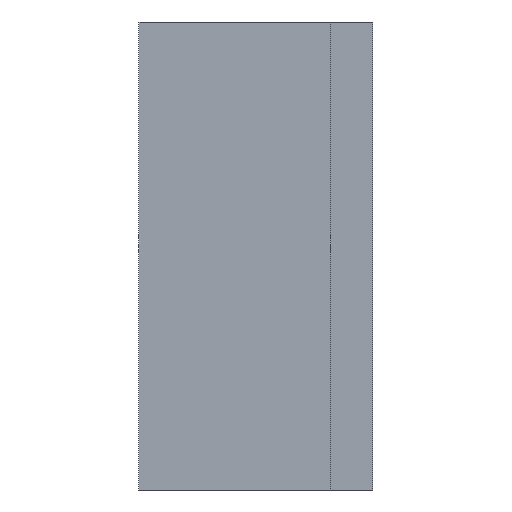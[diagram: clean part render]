
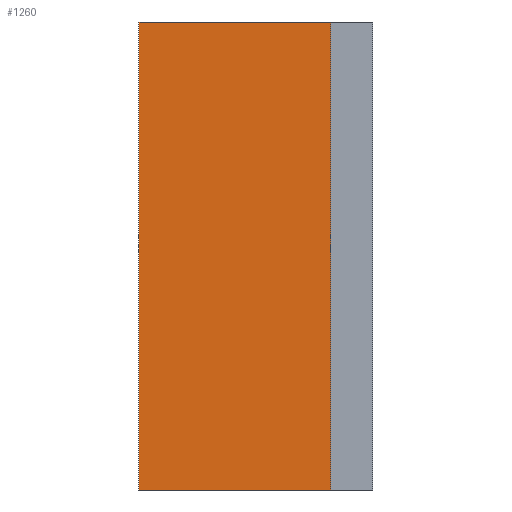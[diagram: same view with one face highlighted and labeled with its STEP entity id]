
A CAD part, left-side view. The second image highlights one B-rep face of the part: STEP entity #1260.
In plain terms, the highlighted planar face has unit normal (-1, 0, 0).
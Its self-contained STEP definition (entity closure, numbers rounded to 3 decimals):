
#52 = CARTESIAN_POINT ( 'NONE',  ( -1., 0., 1. ) ) ;
#251 = DIRECTION ( 'NONE',  ( 0., 0., 1. ) ) ;
#425 = CARTESIAN_POINT ( 'NONE',  ( -1., 0.82, -1. ) ) ;
#434 = LINE ( 'NONE', #1583, #684 ) ;
#684 = VECTOR ( 'NONE', #5612, 1000. ) ;
#1260 = ADVANCED_FACE ( 'NONE', ( #5496 ), #2364, .F. ) ;
#1378 = VECTOR ( 'NONE', #2611, 1000. ) ;
#1410 = DIRECTION ( 'NONE',  ( 0., 0., -1. ) ) ;
#1430 = ORIENTED_EDGE ( 'NONE', *, *, #2349, .F. ) ;
#1474 = VECTOR ( 'NONE', #5989, 1000. ) ;
#1544 = VECTOR ( 'NONE', #251, 1000. ) ;
#1583 = CARTESIAN_POINT ( 'NONE',  ( -1., 0.82, 1. ) ) ;
#1794 = ORIENTED_EDGE ( 'NONE', *, *, #6055, .F. ) ;
#1859 = VERTEX_POINT ( 'NONE', #5141 ) ;
#2326 = AXIS2_PLACEMENT_3D ( 'NONE', #4435, #3419, #1410 ) ;
#2349 = EDGE_CURVE ( 'NONE', #3009, #3648, #5301, .T. ) ;
#2364 = PLANE ( 'NONE',  #2326 ) ;
#2419 = ORIENTED_EDGE ( 'NONE', *, *, #3501, .T. ) ;
#2611 = DIRECTION ( 'NONE',  ( 0., 0., 1. ) ) ;
#2761 = CARTESIAN_POINT ( 'NONE',  ( -1., 0.82, 1. ) ) ;
#3009 = VERTEX_POINT ( 'NONE', #5806 ) ;
#3286 = LINE ( 'NONE', #52, #1378 ) ;
#3419 = DIRECTION ( 'NONE',  ( 1., 0., 0. ) ) ;
#3501 = EDGE_CURVE ( 'NONE', #1859, #5402, #3286, .T. ) ;
#3648 = VERTEX_POINT ( 'NONE', #2761 ) ;
#4143 = CARTESIAN_POINT ( 'NONE',  ( -1., 0.82, 1. ) ) ;
#4435 = CARTESIAN_POINT ( 'NONE',  ( -1., 0.82, 1. ) ) ;
#5141 = CARTESIAN_POINT ( 'NONE',  ( -1., 0., -1. ) ) ;
#5301 = LINE ( 'NONE', #4143, #1544 ) ;
#5321 = ORIENTED_EDGE ( 'NONE', *, *, #6000, .T. ) ;
#5402 = VERTEX_POINT ( 'NONE', #6498 ) ;
#5496 = FACE_OUTER_BOUND ( 'NONE', #5518, .T. ) ;
#5518 = EDGE_LOOP ( 'NONE', ( #2419, #1794, #1430, #5321 ) ) ;
#5558 = LINE ( 'NONE', #425, #1474 ) ;
#5612 = DIRECTION ( 'NONE',  ( 0., -1., 0. ) ) ;
#5806 = CARTESIAN_POINT ( 'NONE',  ( -1., 0.82, -1. ) ) ;
#5989 = DIRECTION ( 'NONE',  ( 0., -1., 0. ) ) ;
#6000 = EDGE_CURVE ( 'NONE', #3009, #1859, #5558, .T. ) ;
#6055 = EDGE_CURVE ( 'NONE', #3648, #5402, #434, .T. ) ;
#6498 = CARTESIAN_POINT ( 'NONE',  ( -1., 0., 1. ) ) ;
